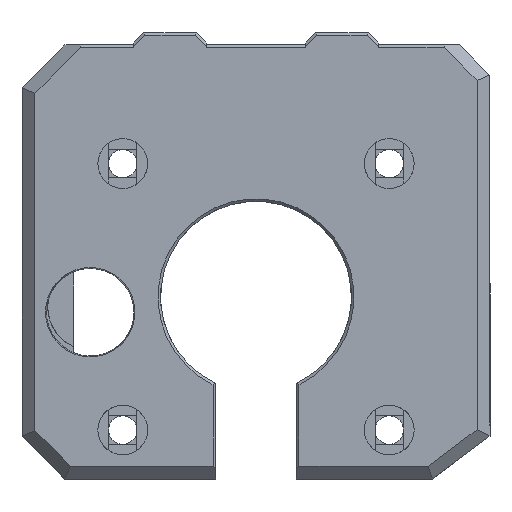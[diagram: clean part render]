
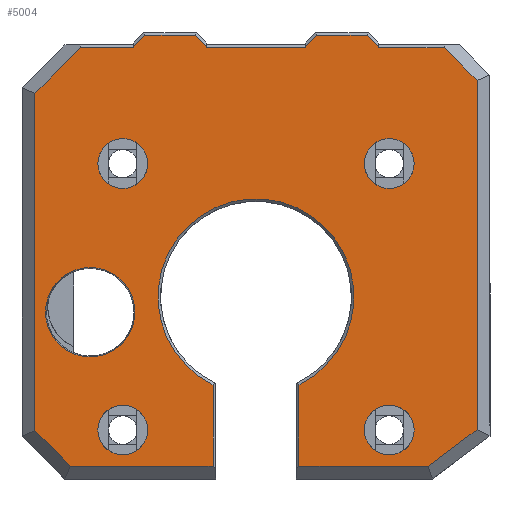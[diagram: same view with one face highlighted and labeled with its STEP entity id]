
A CAD part, top view. The second image highlights one B-rep face of the part: STEP entity #5004.
In plain terms, the highlighted face is planar.
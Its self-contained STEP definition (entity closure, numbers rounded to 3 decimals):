
#100=FACE_BOUND('',#662,.T.);
#101=FACE_BOUND('',#663,.T.);
#102=FACE_BOUND('',#664,.T.);
#103=FACE_BOUND('',#665,.T.);
#104=FACE_BOUND('',#666,.T.);
#148=CIRCLE('',#5331,5.2);
#153=CIRCLE('',#5338,11.4);
#154=CIRCLE('',#5339,2.9);
#155=CIRCLE('',#5340,2.9);
#156=CIRCLE('',#5341,2.9);
#157=CIRCLE('',#5342,2.9);
#366=FACE_OUTER_BOUND('',#661,.T.);
#661=EDGE_LOOP('',(#3613,#3614,#3615,#3616,#3617,#3618,#3619,#3620,#3621,
#3622,#3623,#3624,#3625,#3626,#3627,#3628,#3629,#3630,#3631,#3632,#3633,
#3634,#3635,#3636));
#662=EDGE_LOOP('',(#3637));
#663=EDGE_LOOP('',(#3638));
#664=EDGE_LOOP('',(#3639));
#665=EDGE_LOOP('',(#3640));
#666=EDGE_LOOP('',(#3641));
#1077=LINE('',#7486,#1640);
#1078=LINE('',#7488,#1641);
#1079=LINE('',#7492,#1642);
#1080=LINE('',#7494,#1643);
#1081=LINE('',#7496,#1644);
#1082=LINE('',#7498,#1645);
#1083=LINE('',#7500,#1646);
#1084=LINE('',#7502,#1647);
#1085=LINE('',#7504,#1648);
#1086=LINE('',#7506,#1649);
#1087=LINE('',#7508,#1650);
#1088=LINE('',#7510,#1651);
#1089=LINE('',#7512,#1652);
#1090=LINE('',#7514,#1653);
#1091=LINE('',#7516,#1654);
#1092=LINE('',#7518,#1655);
#1093=LINE('',#7520,#1656);
#1094=LINE('',#7522,#1657);
#1095=LINE('',#7524,#1658);
#1096=LINE('',#7526,#1659);
#1097=LINE('',#7528,#1660);
#1098=LINE('',#7530,#1661);
#1099=LINE('',#7531,#1662);
#1640=VECTOR('',#6068,10.);
#1641=VECTOR('',#6069,10.);
#1642=VECTOR('',#6072,10.);
#1643=VECTOR('',#6073,10.);
#1644=VECTOR('',#6074,10.);
#1645=VECTOR('',#6075,10.);
#1646=VECTOR('',#6076,10.);
#1647=VECTOR('',#6077,10.);
#1648=VECTOR('',#6078,10.);
#1649=VECTOR('',#6079,10.);
#1650=VECTOR('',#6080,10.);
#1651=VECTOR('',#6081,10.);
#1652=VECTOR('',#6082,10.);
#1653=VECTOR('',#6083,10.);
#1654=VECTOR('',#6084,10.);
#1655=VECTOR('',#6085,10.);
#1656=VECTOR('',#6086,10.);
#1657=VECTOR('',#6087,10.);
#1658=VECTOR('',#6088,10.);
#1659=VECTOR('',#6089,10.);
#1660=VECTOR('',#6090,10.);
#1661=VECTOR('',#6091,10.);
#1662=VECTOR('',#6092,10.);
#2133=VERTEX_POINT('',#7470);
#2138=VERTEX_POINT('',#7484);
#2139=VERTEX_POINT('',#7485);
#2140=VERTEX_POINT('',#7487);
#2141=VERTEX_POINT('',#7489);
#2142=VERTEX_POINT('',#7491);
#2143=VERTEX_POINT('',#7493);
#2144=VERTEX_POINT('',#7495);
#2145=VERTEX_POINT('',#7497);
#2146=VERTEX_POINT('',#7499);
#2147=VERTEX_POINT('',#7501);
#2148=VERTEX_POINT('',#7503);
#2149=VERTEX_POINT('',#7505);
#2150=VERTEX_POINT('',#7507);
#2151=VERTEX_POINT('',#7509);
#2152=VERTEX_POINT('',#7511);
#2153=VERTEX_POINT('',#7513);
#2154=VERTEX_POINT('',#7515);
#2155=VERTEX_POINT('',#7517);
#2156=VERTEX_POINT('',#7519);
#2157=VERTEX_POINT('',#7521);
#2158=VERTEX_POINT('',#7523);
#2159=VERTEX_POINT('',#7525);
#2160=VERTEX_POINT('',#7527);
#2161=VERTEX_POINT('',#7529);
#2162=VERTEX_POINT('',#7532);
#2163=VERTEX_POINT('',#7534);
#2164=VERTEX_POINT('',#7536);
#2165=VERTEX_POINT('',#7538);
#2672=EDGE_CURVE('',#2133,#2133,#148,.T.);
#2679=EDGE_CURVE('',#2138,#2139,#1077,.T.);
#2680=EDGE_CURVE('',#2140,#2139,#1078,.T.);
#2681=EDGE_CURVE('',#2141,#2140,#153,.T.);
#2682=EDGE_CURVE('',#2142,#2141,#1079,.T.);
#2683=EDGE_CURVE('',#2143,#2142,#1080,.T.);
#2684=EDGE_CURVE('',#2144,#2143,#1081,.T.);
#2685=EDGE_CURVE('',#2145,#2144,#1082,.T.);
#2686=EDGE_CURVE('',#2146,#2145,#1083,.T.);
#2687=EDGE_CURVE('',#2147,#2146,#1084,.T.);
#2688=EDGE_CURVE('',#2147,#2148,#1085,.T.);
#2689=EDGE_CURVE('',#2149,#2148,#1086,.T.);
#2690=EDGE_CURVE('',#2150,#2149,#1087,.T.);
#2691=EDGE_CURVE('',#2151,#2150,#1088,.T.);
#2692=EDGE_CURVE('',#2151,#2152,#1089,.T.);
#2693=EDGE_CURVE('',#2153,#2152,#1090,.T.);
#2694=EDGE_CURVE('',#2153,#2154,#1091,.T.);
#2695=EDGE_CURVE('',#2155,#2154,#1092,.T.);
#2696=EDGE_CURVE('',#2156,#2155,#1093,.T.);
#2697=EDGE_CURVE('',#2157,#2156,#1094,.T.);
#2698=EDGE_CURVE('',#2158,#2157,#1095,.T.);
#2699=EDGE_CURVE('',#2159,#2158,#1096,.T.);
#2700=EDGE_CURVE('',#2159,#2160,#1097,.T.);
#2701=EDGE_CURVE('',#2160,#2161,#1098,.T.);
#2702=EDGE_CURVE('',#2161,#2138,#1099,.T.);
#2703=EDGE_CURVE('',#2162,#2162,#154,.T.);
#2704=EDGE_CURVE('',#2163,#2163,#155,.T.);
#2705=EDGE_CURVE('',#2164,#2164,#156,.T.);
#2706=EDGE_CURVE('',#2165,#2165,#157,.T.);
#3613=ORIENTED_EDGE('',*,*,#2679,.T.);
#3614=ORIENTED_EDGE('',*,*,#2680,.F.);
#3615=ORIENTED_EDGE('',*,*,#2681,.F.);
#3616=ORIENTED_EDGE('',*,*,#2682,.F.);
#3617=ORIENTED_EDGE('',*,*,#2683,.F.);
#3618=ORIENTED_EDGE('',*,*,#2684,.F.);
#3619=ORIENTED_EDGE('',*,*,#2685,.F.);
#3620=ORIENTED_EDGE('',*,*,#2686,.F.);
#3621=ORIENTED_EDGE('',*,*,#2687,.F.);
#3622=ORIENTED_EDGE('',*,*,#2688,.T.);
#3623=ORIENTED_EDGE('',*,*,#2689,.F.);
#3624=ORIENTED_EDGE('',*,*,#2690,.F.);
#3625=ORIENTED_EDGE('',*,*,#2691,.F.);
#3626=ORIENTED_EDGE('',*,*,#2692,.T.);
#3627=ORIENTED_EDGE('',*,*,#2693,.F.);
#3628=ORIENTED_EDGE('',*,*,#2694,.T.);
#3629=ORIENTED_EDGE('',*,*,#2695,.F.);
#3630=ORIENTED_EDGE('',*,*,#2696,.F.);
#3631=ORIENTED_EDGE('',*,*,#2697,.F.);
#3632=ORIENTED_EDGE('',*,*,#2698,.F.);
#3633=ORIENTED_EDGE('',*,*,#2699,.F.);
#3634=ORIENTED_EDGE('',*,*,#2700,.T.);
#3635=ORIENTED_EDGE('',*,*,#2701,.T.);
#3636=ORIENTED_EDGE('',*,*,#2702,.T.);
#3637=ORIENTED_EDGE('',*,*,#2703,.F.);
#3638=ORIENTED_EDGE('',*,*,#2704,.F.);
#3639=ORIENTED_EDGE('',*,*,#2705,.F.);
#3640=ORIENTED_EDGE('',*,*,#2706,.F.);
#3641=ORIENTED_EDGE('',*,*,#2672,.T.);
#4751=PLANE('',#5337);
#5004=ADVANCED_FACE('',(#366,#100,#101,#102,#103,#104),#4751,.T.);
#5331=AXIS2_PLACEMENT_3D('',#7471,#6052,#6053);
#5337=AXIS2_PLACEMENT_3D('',#7483,#6066,#6067);
#5338=AXIS2_PLACEMENT_3D('',#7490,#6070,#6071);
#5339=AXIS2_PLACEMENT_3D('',#7533,#6093,#6094);
#5340=AXIS2_PLACEMENT_3D('',#7535,#6095,#6096);
#5341=AXIS2_PLACEMENT_3D('',#7537,#6097,#6098);
#5342=AXIS2_PLACEMENT_3D('',#7539,#6099,#6100);
#6052=DIRECTION('center_axis',(0.,-1.,0.));
#6053=DIRECTION('ref_axis',(-1.,0.,0.));
#6066=DIRECTION('center_axis',(0.,1.,0.));
#6067=DIRECTION('ref_axis',(-1.,0.,0.));
#6068=DIRECTION('',(1.,0.,0.));
#6069=DIRECTION('',(0.,0.,1.));
#6070=DIRECTION('center_axis',(0.,1.,0.));
#6071=DIRECTION('ref_axis',(-1.,0.,0.));
#6072=DIRECTION('',(0.,0.,-1.));
#6073=DIRECTION('',(-1.,0.,0.));
#6074=DIRECTION('',(-0.801,0.,0.598));
#6075=DIRECTION('',(0.,0.,1.));
#6076=DIRECTION('',(0.707,0.,0.707));
#6077=DIRECTION('',(1.,0.,0.));
#6078=DIRECTION('',(0.,0.,-1.));
#6079=DIRECTION('',(0.707,0.,0.707));
#6080=DIRECTION('',(1.,0.,0.));
#6081=DIRECTION('',(0.707,0.,-0.707));
#6082=DIRECTION('',(0.,0.,1.));
#6083=DIRECTION('',(1.,0.,0.));
#6084=DIRECTION('',(0.,0.,-1.));
#6085=DIRECTION('',(0.707,0.,0.707));
#6086=DIRECTION('',(1.,0.,0.));
#6087=DIRECTION('',(0.707,0.,-0.707));
#6088=DIRECTION('',(0.,0.,-1.));
#6089=DIRECTION('',(1.,0.,0.));
#6090=DIRECTION('',(-0.707,0.,0.707));
#6091=DIRECTION('',(0.,0.,1.));
#6092=DIRECTION('',(0.707,0.,0.707));
#6093=DIRECTION('center_axis',(0.,1.,0.));
#6094=DIRECTION('ref_axis',(-1.,0.,0.));
#6095=DIRECTION('center_axis',(0.,1.,0.));
#6096=DIRECTION('ref_axis',(-1.,0.,0.));
#6097=DIRECTION('center_axis',(0.,1.,0.));
#6098=DIRECTION('ref_axis',(-1.,0.,0.));
#6099=DIRECTION('center_axis',(0.,1.,0.));
#6100=DIRECTION('ref_axis',(-1.,0.,0.));
#7470=CARTESIAN_POINT('',(55.46,50.,-339.406));
#7471=CARTESIAN_POINT('Origin',(50.26,50.,-339.406));
#7483=CARTESIAN_POINT('Origin',(96.775,50.,-370.5));
#7484=CARTESIAN_POINT('',(47.946,50.,-321.5));
#7485=CARTESIAN_POINT('',(64.55,50.,-321.5));
#7486=CARTESIAN_POINT('',(83.662,50.,-321.5));
#7487=CARTESIAN_POINT('',(64.55,50.,-330.955));
#7488=CARTESIAN_POINT('',(64.55,50.,-345.25));
#7489=CARTESIAN_POINT('',(74.55,50.,-330.955));
#7490=CARTESIAN_POINT('Origin',(69.55,50.,-341.2));
#7491=CARTESIAN_POINT('',(74.55,50.,-321.5));
#7492=CARTESIAN_POINT('',(74.55,50.,-350.822));
#7493=CARTESIAN_POINT('',(89.577,50.,-321.5));
#7494=CARTESIAN_POINT('',(83.662,50.,-321.5));
#7495=CARTESIAN_POINT('',(95.275,50.,-325.752));
#7496=CARTESIAN_POINT('',(105.108,50.,-333.09));
#7497=CARTESIAN_POINT('',(95.275,50.,-366.379));
#7498=CARTESIAN_POINT('',(95.275,50.,-370.5));
#7499=CARTESIAN_POINT('',(91.454,50.,-370.2));
#7500=CARTESIAN_POINT('',(93.964,50.,-367.689));
#7501=CARTESIAN_POINT('',(83.775,50.,-370.2));
#7502=CARTESIAN_POINT('',(83.662,50.,-370.2));
#7503=CARTESIAN_POINT('',(83.775,50.,-370.301));
#7504=CARTESIAN_POINT('',(83.775,50.,-370.5));
#7505=CARTESIAN_POINT('',(82.476,50.,-371.6));
#7506=CARTESIAN_POINT('',(86.282,50.,-367.794));
#7507=CARTESIAN_POINT('',(76.624,50.,-371.6));
#7508=CARTESIAN_POINT('',(86.637,50.,-371.6));
#7509=CARTESIAN_POINT('',(75.325,50.,-370.301));
#7510=CARTESIAN_POINT('',(80.843,50.,-375.819));
#7511=CARTESIAN_POINT('',(75.325,50.,-370.2));
#7512=CARTESIAN_POINT('',(75.325,50.,-370.725));
#7513=CARTESIAN_POINT('',(63.775,50.,-370.2));
#7514=CARTESIAN_POINT('',(83.662,50.,-370.2));
#7515=CARTESIAN_POINT('',(63.775,50.,-370.301));
#7516=CARTESIAN_POINT('',(63.775,50.,-370.5));
#7517=CARTESIAN_POINT('',(62.476,50.,-371.6));
#7518=CARTESIAN_POINT('',(71.282,50.,-362.794));
#7519=CARTESIAN_POINT('',(56.624,50.,-371.6));
#7520=CARTESIAN_POINT('',(76.637,50.,-371.6));
#7521=CARTESIAN_POINT('',(55.325,50.,-370.301));
#7522=CARTESIAN_POINT('',(65.843,50.,-380.819));
#7523=CARTESIAN_POINT('',(55.325,50.,-370.2));
#7524=CARTESIAN_POINT('',(55.325,50.,-370.5));
#7525=CARTESIAN_POINT('',(49.146,50.,-370.2));
#7526=CARTESIAN_POINT('',(83.662,50.,-370.2));
#7527=CARTESIAN_POINT('',(43.825,50.,-364.879));
#7528=CARTESIAN_POINT('',(59.498,50.,-380.552));
#7529=CARTESIAN_POINT('',(43.825,50.,-325.621));
#7530=CARTESIAN_POINT('',(43.825,50.,-370.5));
#7531=CARTESIAN_POINT('',(46.873,50.,-322.573));
#7532=CARTESIAN_POINT('',(56.95,50.,-356.7));
#7533=CARTESIAN_POINT('Origin',(54.05,50.,-356.7));
#7534=CARTESIAN_POINT('',(87.95,50.,-356.7));
#7535=CARTESIAN_POINT('Origin',(85.05,50.,-356.7));
#7536=CARTESIAN_POINT('',(56.95,50.,-325.7));
#7537=CARTESIAN_POINT('Origin',(54.05,50.,-325.7));
#7538=CARTESIAN_POINT('',(87.95,50.,-325.7));
#7539=CARTESIAN_POINT('Origin',(85.05,50.,-325.7));
